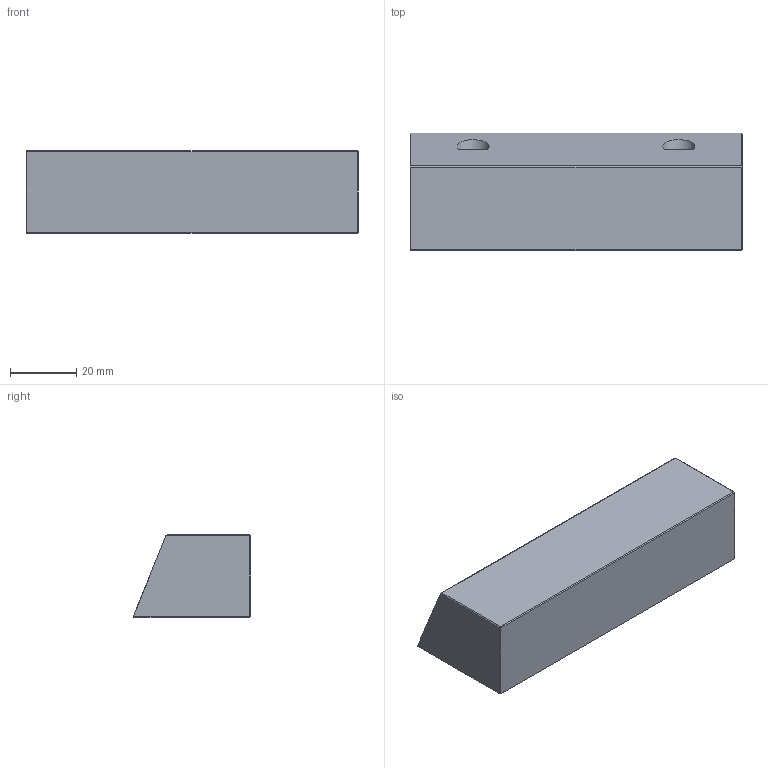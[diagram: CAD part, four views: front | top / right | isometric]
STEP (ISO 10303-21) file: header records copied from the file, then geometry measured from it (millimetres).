
FILE_DESCRIPTION(/* description */ (''),/* implementation_level */ '2;1');
FILE_NAME(/* name */ 'Movable Soft Jaw v3.step',/* time_stamp */ '2023-12-04T05:11:10-05:00',/* author */ (''),/* organization */ (''),/* preprocessor_version */ 'ST-DEVELOPER v20',/* originating_system */ 'Autodesk Translation Framework v12.14.0.127',/* authorisation */ '');
FILE_SCHEMA (('AUTOMOTIVE_DESIGN { 1 0 10303 214 3 1 1 }'));
Length unit declared in the file: inch
Products named in the file (2): Movable Soft Jaw; Fixed Soft Jaw
Assembly tree (1 placements, depth 2):
  Movable Soft Jaw
    Fixed Soft Jaw
Bounding box: 100 x 35.34 x 24.84 mm (x, y, z)
Volume: 75092.7 mm3; surface area: 12955.3 mm2
Topology: 1 solids, 1 shells, 31 faces, 57 edges, 32 vertices
Faces by surface type: plane 27, cylinder 4
Full cylindrical faces by diameter (mm): 5.035 x2
Entity records: 797 total; most frequent: DIRECTION 133, CARTESIAN_POINT 123, ORIENTED_EDGE 114, EDGE_CURVE 57, LINE 49, VECTOR 49, AXIS2_PLACEMENT_3D 42, EDGE_LOOP 35
